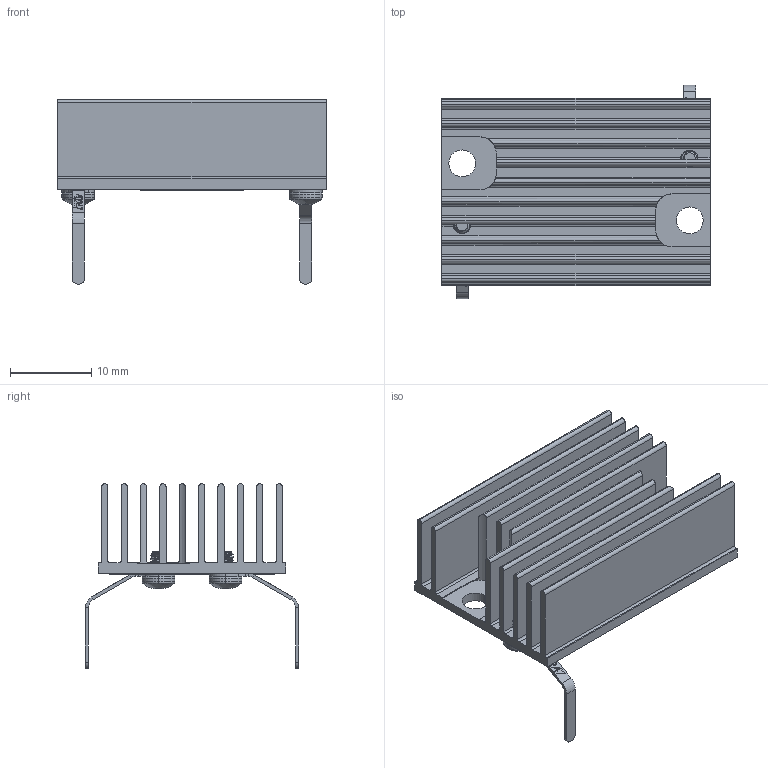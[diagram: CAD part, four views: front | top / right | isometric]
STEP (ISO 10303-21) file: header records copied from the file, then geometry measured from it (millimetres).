
FILE_DESCRIPTION (( 'STEP AP214' ), '1' );
FILE_NAME ('40138.STEP', '2019-08-15T14:43:44', ( '' ), ( '' ), 'SwSTEP 2.0', 'SolidWorks 2017', '' );
FILE_SCHEMA (( 'AUTOMOTIVE_DESIGN' ));
Length unit declared in the file: millimetre
Products named in the file (5): 39949-XX_39949-03 ASSEMBLED; 40327; 40247; 39822; 40138
Assembly tree (6 placements, depth 2):
  40138
    39822
    40247  x2
    40327  x2
    39949-XX_39949-03 ASSEMBLED
Bounding box: 32.94 x 26.2 x 22.68 mm (x, y, z)
Volume: 3164.2 mm3; surface area: 8148.3 mm2
Topology: 6 solids, 6 shells, 450 faces, 1222 edges, 800 vertices
Faces by surface type: plane 212, cylinder 120, bspline 98, cone 20
Entity records: 13645 total; most frequent: CARTESIAN_POINT 6794, ORIENTED_EDGE 1534, DIRECTION 1184, EDGE_CURVE 767, VERTEX_POINT 504, LINE 408, VECTOR 408, AXIS2_PLACEMENT_3D 388
